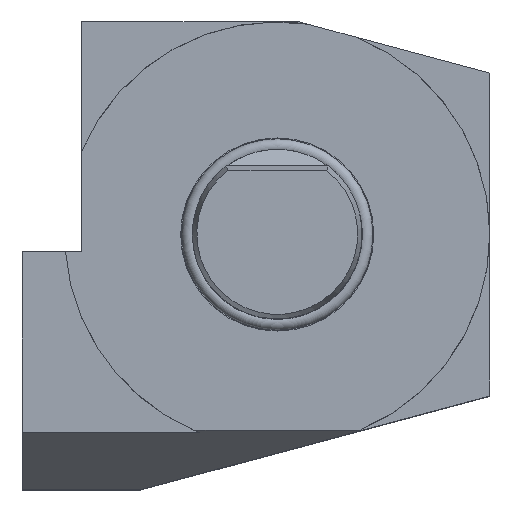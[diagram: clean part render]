
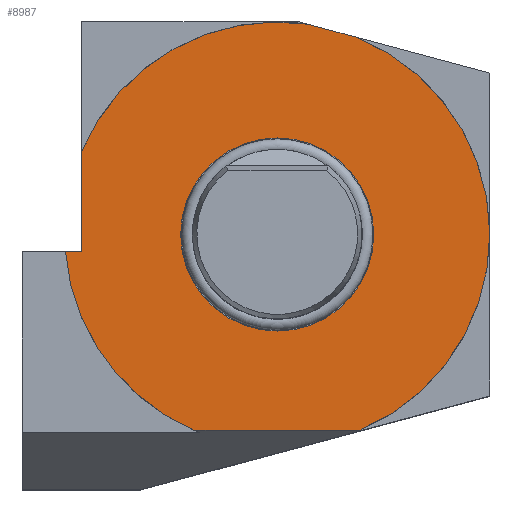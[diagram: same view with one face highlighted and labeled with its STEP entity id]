
A CAD part, top view. The second image highlights one B-rep face of the part: STEP entity #8987.
In plain terms, the highlighted planar face has unit normal (0, 0, 1).
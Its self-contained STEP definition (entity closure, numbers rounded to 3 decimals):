
#260 = ORIENTED_EDGE ( 'NONE', *, *, #4208, .F. ) ;
#484 = EDGE_LOOP ( 'NONE', ( #4062, #9467, #1159, #9125, #11165, #5451, #15096 ) ) ;
#1124 = EDGE_CURVE ( 'NONE', #6162, #5939, #11256, .T. ) ;
#1159 = ORIENTED_EDGE ( 'NONE', *, *, #9102, .F. ) ;
#1555 = CARTESIAN_POINT ( 'NONE',  ( 0., 0., 0. ) ) ;
#1686 = CARTESIAN_POINT ( 'NONE',  ( -24.92, -2., 0. ) ) ;
#1748 = AXIS2_PLACEMENT_3D ( 'NONE', #4410, #16166, #8372 ) ;
#1914 = VECTOR ( 'NONE', #9952, 1000. ) ;
#2076 = VECTOR ( 'NONE', #3703, 1000. ) ;
#2803 = CARTESIAN_POINT ( 'NONE',  ( 0., 0., 0. ) ) ;
#2919 = DIRECTION ( 'NONE',  ( 0., 0., 1. ) ) ;
#3132 = CARTESIAN_POINT ( 'NONE',  ( 9.798, -23., 0. ) ) ;
#3290 = VECTOR ( 'NONE', #6332, 1000. ) ;
#3550 = CARTESIAN_POINT ( 'NONE',  ( 0., 0., 0. ) ) ;
#3568 = CARTESIAN_POINT ( 'NONE',  ( -16.25, -2., 0. ) ) ;
#3591 = AXIS2_PLACEMENT_3D ( 'NONE', #2803, #10683, #4242 ) ;
#3703 = DIRECTION ( 'NONE',  ( 0.966, -0.259, 0. ) ) ;
#4062 = ORIENTED_EDGE ( 'NONE', *, *, #1124, .T. ) ;
#4208 = EDGE_CURVE ( 'NONE', #14332, #14332, #11639, .T. ) ;
#4225 = VECTOR ( 'NONE', #13446, 1000. ) ;
#4242 = DIRECTION ( 'NONE',  ( 0., 1., 0. ) ) ;
#4410 = CARTESIAN_POINT ( 'NONE',  ( 0., 0., 0. ) ) ;
#4680 = CARTESIAN_POINT ( 'NONE',  ( -23., 9.798, 0. ) ) ;
#4870 = DIRECTION ( 'NONE',  ( 0., 0., 1. ) ) ;
#4874 = VERTEX_POINT ( 'NONE', #8436 ) ;
#5233 = CIRCLE ( 'NONE', #1748, 25. ) ;
#5451 = ORIENTED_EDGE ( 'NONE', *, *, #13175, .T. ) ;
#5465 = EDGE_CURVE ( 'NONE', #9985, #8023, #10885, .T. ) ;
#5939 = VERTEX_POINT ( 'NONE', #3132 ) ;
#6162 = VERTEX_POINT ( 'NONE', #16200 ) ;
#6303 = LINE ( 'NONE', #13945, #2076 ) ;
#6332 = DIRECTION ( 'NONE',  ( -1., 0., 0. ) ) ;
#6397 = DIRECTION ( 'NONE',  ( -1., 0., 0. ) ) ;
#6826 = CARTESIAN_POINT ( 'NONE',  ( -2.5, -2.5, 0. ) ) ;
#7061 = EDGE_CURVE ( 'NONE', #4874, #9985, #5233, .T. ) ;
#7106 = CARTESIAN_POINT ( 'NONE',  ( -23., -2., 0. ) ) ;
#7203 = AXIS2_PLACEMENT_3D ( 'NONE', #6826, #13219, #7835 ) ;
#7524 = LINE ( 'NONE', #3568, #3290 ) ;
#7835 = DIRECTION ( 'NONE',  ( 1., 0., 0. ) ) ;
#8023 = VERTEX_POINT ( 'NONE', #7106 ) ;
#8372 = DIRECTION ( 'NONE',  ( 0., 1., 0. ) ) ;
#8436 = CARTESIAN_POINT ( 'NONE',  ( 3.557, 24.746, 0. ) ) ;
#8967 = CARTESIAN_POINT ( 'NONE',  ( 9.293, 23.209, 0. ) ) ;
#8987 = ADVANCED_FACE ( 'NONE', ( #9273, #10655 ), #14305, .T. ) ;
#9102 = EDGE_CURVE ( 'NONE', #4874, #14971, #6303, .T. ) ;
#9124 = CARTESIAN_POINT ( 'NONE',  ( -11.168, 0., 0. ) ) ;
#9125 = ORIENTED_EDGE ( 'NONE', *, *, #7061, .T. ) ;
#9273 = FACE_BOUND ( 'NONE', #9527, .T. ) ;
#9467 = ORIENTED_EDGE ( 'NONE', *, *, #14468, .T. ) ;
#9527 = EDGE_LOOP ( 'NONE', ( #260 ) ) ;
#9952 = DIRECTION ( 'NONE',  ( 1., 0., 0. ) ) ;
#9985 = VERTEX_POINT ( 'NONE', #4680 ) ;
#10597 = AXIS2_PLACEMENT_3D ( 'NONE', #1555, #2919, #14358 ) ;
#10655 = FACE_OUTER_BOUND ( 'NONE', #484, .T. ) ;
#10683 = DIRECTION ( 'NONE',  ( 0., 0., 1. ) ) ;
#10874 = CIRCLE ( 'NONE', #10597, 25. ) ;
#10885 = LINE ( 'NONE', #16103, #4225 ) ;
#11165 = ORIENTED_EDGE ( 'NONE', *, *, #5465, .T. ) ;
#11246 = EDGE_CURVE ( 'NONE', #13410, #6162, #16892, .T. ) ;
#11256 = LINE ( 'NONE', #16477, #1914 ) ;
#11380 = AXIS2_PLACEMENT_3D ( 'NONE', #3550, #4870, #6397 ) ;
#11639 = CIRCLE ( 'NONE', #11380, 11.168 ) ;
#13175 = EDGE_CURVE ( 'NONE', #8023, #13410, #7524, .T. ) ;
#13219 = DIRECTION ( 'NONE',  ( 0., 0., 1. ) ) ;
#13410 = VERTEX_POINT ( 'NONE', #1686 ) ;
#13446 = DIRECTION ( 'NONE',  ( 0., -1., 0. ) ) ;
#13945 = CARTESIAN_POINT ( 'NONE',  ( 9.26, 23.217, 0. ) ) ;
#14305 = PLANE ( 'NONE',  #7203 ) ;
#14332 = VERTEX_POINT ( 'NONE', #9124 ) ;
#14358 = DIRECTION ( 'NONE',  ( 0., 1., 0. ) ) ;
#14468 = EDGE_CURVE ( 'NONE', #5939, #14971, #10874, .T. ) ;
#14971 = VERTEX_POINT ( 'NONE', #8967 ) ;
#15096 = ORIENTED_EDGE ( 'NONE', *, *, #11246, .T. ) ;
#16103 = CARTESIAN_POINT ( 'NONE',  ( -23., -2.25, 0. ) ) ;
#16166 = DIRECTION ( 'NONE',  ( 0., 0., 1. ) ) ;
#16200 = CARTESIAN_POINT ( 'NONE',  ( -9.798, -23., 0. ) ) ;
#16477 = CARTESIAN_POINT ( 'NONE',  ( -16.25, -23., 0. ) ) ;
#16892 = CIRCLE ( 'NONE', #3591, 25. ) ;
